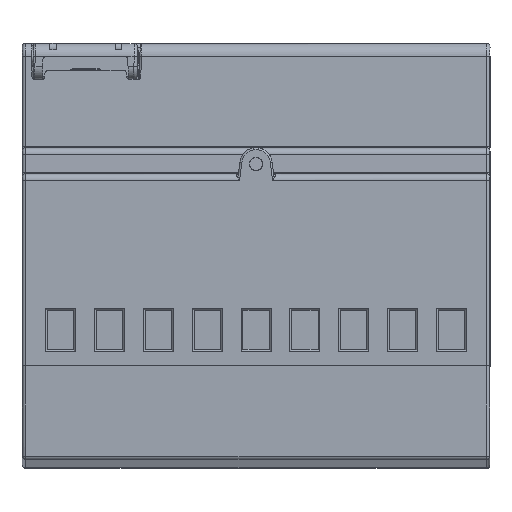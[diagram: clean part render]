
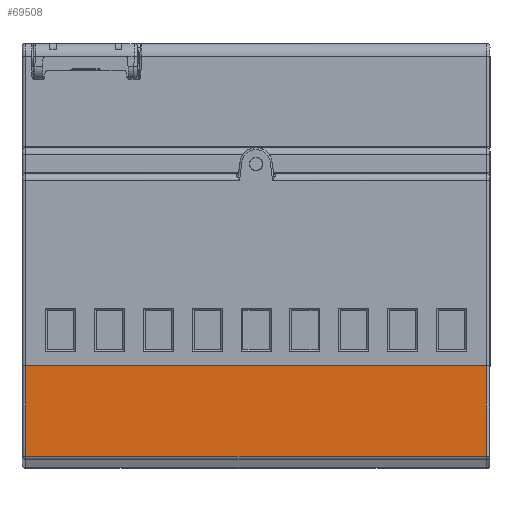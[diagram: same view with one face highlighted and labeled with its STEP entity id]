
A CAD part, top view. The second image highlights one B-rep face of the part: STEP entity #69508.
In plain terms, the highlighted face is planar.
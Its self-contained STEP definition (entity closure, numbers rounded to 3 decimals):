
#64926=CARTESIAN_POINT('',(-44.,0.,35.3));
#64932=DIRECTION('',(0.,0.,1.));
#64933=VECTOR('',#64932,70.6);
#64934=CARTESIAN_POINT('',(-44.,0.,-35.3));
#64935=LINE('',#64934,#64933);
#64940=CARTESIAN_POINT('',(-44.,0.,-35.3));
#65091=DIRECTION('',(0.,0.,1.));
#65092=VECTOR('',#65091,70.6);
#65093=CARTESIAN_POINT('',(-43.757,-13.897,
-35.3));
#65094=LINE('',#65093,#65092);
#65095=DIRECTION('',(-0.017,1.,0.));
#65096=VECTOR('',#65095,13.899);
#65097=CARTESIAN_POINT('',(-43.757,-13.897,
-35.3));
#65098=LINE('',#65097,#65096);
#65099=DIRECTION('',(0.017,-1.,0.));
#65100=VECTOR('',#65099,13.899);
#65101=CARTESIAN_POINT('',(-44.,0.,35.3));
#65102=LINE('',#65101,#65100);
#66382=VERTEX_POINT('',#64926);
#66387=VERTEX_POINT('',#64940);
#66454=CARTESIAN_POINT('',(-43.757,-13.897,35.3));
#66455=VERTEX_POINT('',#66454);
#66456=CARTESIAN_POINT('',(-43.757,-13.897,
-35.3));
#66457=VERTEX_POINT('',#66456);
#69496=CARTESIAN_POINT('',(-44.,0.,-38.191));
#69497=DIRECTION('',(-1.,-0.017,0.));
#69498=DIRECTION('',(0.,0.,1.));
#69499=AXIS2_PLACEMENT_3D('',#69496,#69497,#69498);
#69500=PLANE('',#69499);
#69502=ORIENTED_EDGE('',*,*,#69501,.F.);
#69503=ORIENTED_EDGE('',*,*,#69491,.T.);
#69504=ORIENTED_EDGE('',*,*,#69120,.T.);
#69505=ORIENTED_EDGE('',*,*,#69142,.T.);
#69506=EDGE_LOOP('',(#69502,#69503,#69504,#69505));
#69507=FACE_OUTER_BOUND('',#69506,.F.);
#69508=ADVANCED_FACE('',(#69507),#69500,.T.);
#69120=EDGE_CURVE('',#66387,#66382,#64935,.T.);
#69142=EDGE_CURVE('',#66382,#66455,#65102,.T.);
#69491=EDGE_CURVE('',#66457,#66387,#65098,.T.);
#69501=EDGE_CURVE('',#66457,#66455,#65094,.T.);
